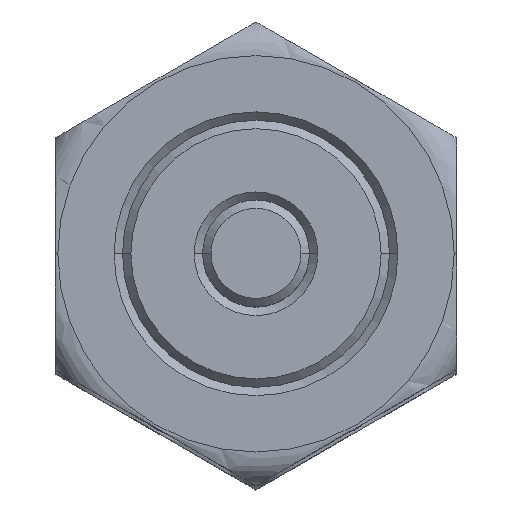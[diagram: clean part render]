
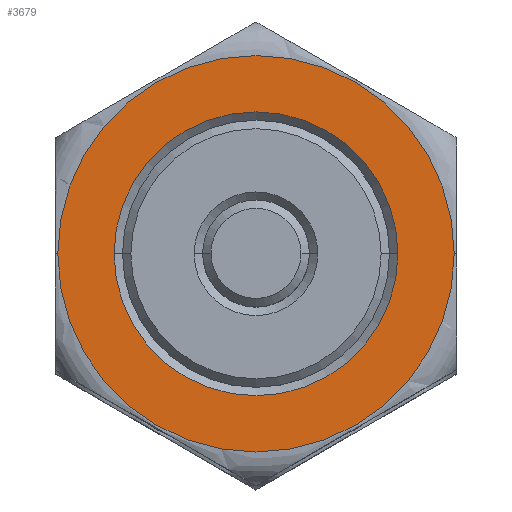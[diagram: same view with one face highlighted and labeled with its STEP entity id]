
A CAD part, top view. The second image highlights one B-rep face of the part: STEP entity #3679.
In plain terms, the highlighted planar face has unit normal (0, 0, 1).
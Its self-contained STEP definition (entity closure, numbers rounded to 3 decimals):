
#79 = EDGE_CURVE ( 'NONE', #1628, #4071, #4287, .T. ) ;
#202 = CARTESIAN_POINT ( 'NONE',  ( 0., 0., 4.826 ) ) ;
#233 = CARTESIAN_POINT ( 'NONE',  ( 11.785, 0., 4.826 ) ) ;
#303 = CARTESIAN_POINT ( 'NONE',  ( 0., 0., 4.826 ) ) ;
#417 = FACE_BOUND ( 'NONE', #1509, .T. ) ;
#509 = DIRECTION ( 'NONE',  ( 0., 0., 1. ) ) ;
#721 = AXIS2_PLACEMENT_3D ( 'NONE', #1033, #2915, #1335 ) ;
#877 = CIRCLE ( 'NONE', #1965, 8.438 ) ;
#1016 = DIRECTION ( 'NONE',  ( 1., 0., 0. ) ) ;
#1033 = CARTESIAN_POINT ( 'NONE',  ( 0., 0., 4.826 ) ) ;
#1093 = AXIS2_PLACEMENT_3D ( 'NONE', #2163, #3208, #1179 ) ;
#1123 = EDGE_CURVE ( 'NONE', #1418, #2776, #1644, .T. ) ;
#1155 = FACE_OUTER_BOUND ( 'NONE', #2253, .T. ) ;
#1179 = DIRECTION ( 'NONE',  ( -1., 0., 0. ) ) ;
#1335 = DIRECTION ( 'NONE',  ( 1., 0., 0. ) ) ;
#1418 = VERTEX_POINT ( 'NONE', #233 ) ;
#1509 = EDGE_LOOP ( 'NONE', ( #2704, #3514 ) ) ;
#1628 = VERTEX_POINT ( 'NONE', #2378 ) ;
#1644 = CIRCLE ( 'NONE', #3280, 11.785 ) ;
#1665 = DIRECTION ( 'NONE',  ( 1., 0., 0. ) ) ;
#1965 = AXIS2_PLACEMENT_3D ( 'NONE', #303, #509, #4196 ) ;
#2044 = DIRECTION ( 'NONE',  ( 0., 0., 1. ) ) ;
#2045 = ORIENTED_EDGE ( 'NONE', *, *, #1123, .T. ) ;
#2163 = CARTESIAN_POINT ( 'NONE',  ( 11.938, 6.892, 4.826 ) ) ;
#2181 = PLANE ( 'NONE',  #1093 ) ;
#2191 = EDGE_CURVE ( 'NONE', #4071, #1628, #877, .T. ) ;
#2253 = EDGE_LOOP ( 'NONE', ( #2045, #3163 ) ) ;
#2326 = CARTESIAN_POINT ( 'NONE',  ( 8.438, 0., 4.826 ) ) ;
#2378 = CARTESIAN_POINT ( 'NONE',  ( -8.438, 0., 4.826 ) ) ;
#2697 = EDGE_CURVE ( 'NONE', #2776, #1418, #3354, .T. ) ;
#2704 = ORIENTED_EDGE ( 'NONE', *, *, #2191, .F. ) ;
#2776 = VERTEX_POINT ( 'NONE', #3311 ) ;
#2915 = DIRECTION ( 'NONE',  ( 0., 0., 1. ) ) ;
#3036 = DIRECTION ( 'NONE',  ( 0., 0., 1. ) ) ;
#3163 = ORIENTED_EDGE ( 'NONE', *, *, #2697, .T. ) ;
#3208 = DIRECTION ( 'NONE',  ( 0., 0., -1. ) ) ;
#3280 = AXIS2_PLACEMENT_3D ( 'NONE', #3415, #3036, #1016 ) ;
#3311 = CARTESIAN_POINT ( 'NONE',  ( -11.785, 0., 4.826 ) ) ;
#3354 = CIRCLE ( 'NONE', #721, 11.785 ) ;
#3415 = CARTESIAN_POINT ( 'NONE',  ( 0., 0., 4.826 ) ) ;
#3514 = ORIENTED_EDGE ( 'NONE', *, *, #79, .F. ) ;
#3679 = ADVANCED_FACE ( 'NONE', ( #1155, #417 ), #2181, .F. ) ;
#4071 = VERTEX_POINT ( 'NONE', #2326 ) ;
#4196 = DIRECTION ( 'NONE',  ( 1., 0., 0. ) ) ;
#4249 = AXIS2_PLACEMENT_3D ( 'NONE', #202, #2044, #1665 ) ;
#4287 = CIRCLE ( 'NONE', #4249, 8.438 ) ;
